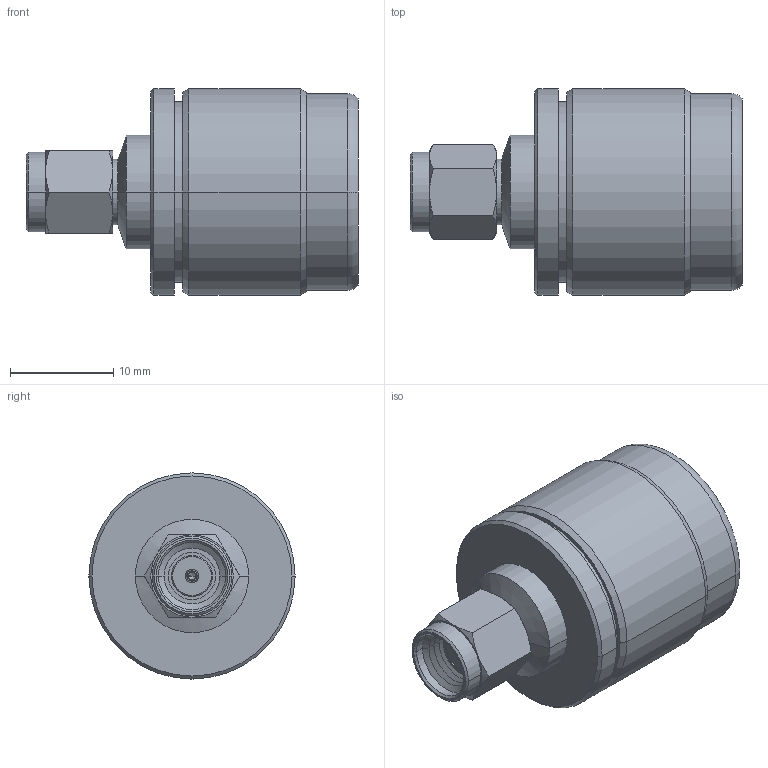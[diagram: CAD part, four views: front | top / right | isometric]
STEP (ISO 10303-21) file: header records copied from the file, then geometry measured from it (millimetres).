
FILE_DESCRIPTION (( 'STEP AP203' ), '1' );
FILE_NAME ('AXA-NMRSP.STEP', '2014-09-25T20:33:36', ( 'x' ), ( '' ), 'SwSTEP 2.0', 'SolidWorks 2014', '' );
FILE_SCHEMA (( 'CONFIG_CONTROL_DESIGN' ));
Length unit declared in the file: millimetre
Products named in the file (1): AXA-NMRSP
Bounding box: 32.2 x 20 x 20 mm (x, y, z)
Volume: 4863.5 mm3; surface area: 4644.9 mm2
Topology: 1 solids, 1 shells, 210 faces, 460 edges, 272 vertices
Faces by surface type: cone 94, plane 60, cylinder 52, sphere 2, torus 2
Entity records: 5949 total; most frequent: CARTESIAN_POINT 1213, DIRECTION 1054, ORIENTED_EDGE 916, EDGE_CURVE 458, AXIS2_PLACEMENT_3D 441, VERTEX_POINT 272, EDGE_LOOP 232, CIRCLE 230
